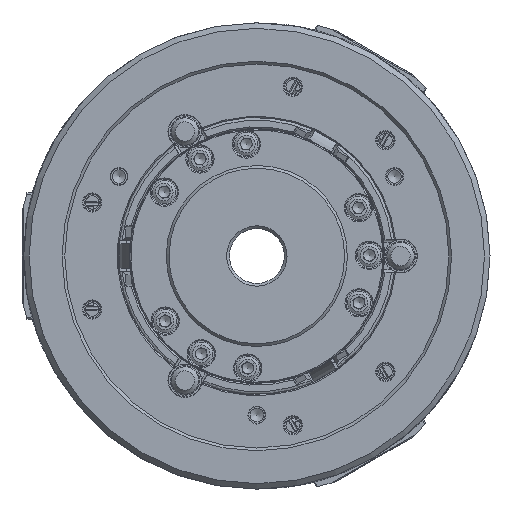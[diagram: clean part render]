
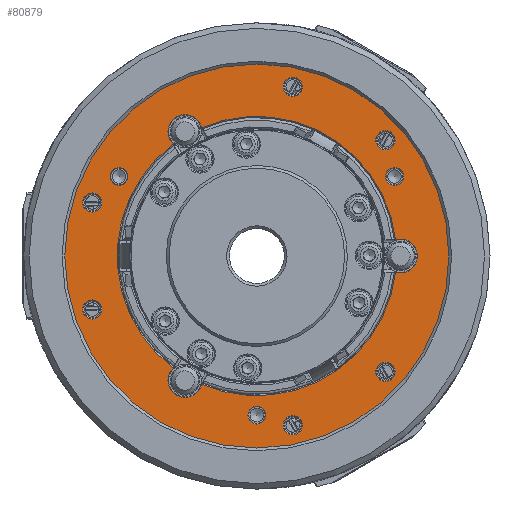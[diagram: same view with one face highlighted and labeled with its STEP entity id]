
A CAD part, left-side view. The second image highlights one B-rep face of the part: STEP entity #80879.
In plain terms, the highlighted planar face has unit normal (-1, 0, 0).
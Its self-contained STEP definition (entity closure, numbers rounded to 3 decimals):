
#17016=ORIENTED_EDGE('',*,*,#33895,.T.);
#17017=ORIENTED_EDGE('',*,*,#33965,.F.);
#17018=ORIENTED_EDGE('',*,*,#34167,.T.);
#17019=ORIENTED_EDGE('',*,*,#34089,.F.);
#17020=ORIENTED_EDGE('',*,*,#34304,.T.);
#17021=ORIENTED_EDGE('',*,*,#34366,.F.);
#17022=ORIENTED_EDGE('',*,*,#34436,.F.);
#17023=ORIENTED_EDGE('',*,*,#34437,.T.);
#17024=ORIENTED_EDGE('',*,*,#34004,.T.);
#17025=ORIENTED_EDGE('',*,*,#34240,.F.);
#17026=ORIENTED_EDGE('',*,*,#34207,.F.);
#17027=ORIENTED_EDGE('',*,*,#34325,.F.);
#17028=ORIENTED_EDGE('',*,*,#34401,.T.);
#17029=ORIENTED_EDGE('',*,*,#33872,.F.);
#17030=ORIENTED_EDGE('',*,*,#33867,.F.);
#17031=ORIENTED_EDGE('',*,*,#33862,.F.);
#33862=EDGE_CURVE('',#42779,#42779,#48401,.T.);
#33867=EDGE_CURVE('',#42785,#42785,#48406,.T.);
#33872=EDGE_CURVE('',#42791,#42791,#48411,.T.);
#33895=EDGE_CURVE('',#42813,#42813,#48432,.T.);
#33965=EDGE_CURVE('',#42865,#42865,#48465,.T.);
#34004=EDGE_CURVE('',#42898,#42897,#48478,.T.);
#34089=EDGE_CURVE('',#42946,#42946,#48528,.T.);
#34167=EDGE_CURVE('',#43004,#43004,#48562,.T.);
#34207=EDGE_CURVE('',#43037,#43036,#48576,.T.);
#34240=EDGE_CURVE('',#43036,#42897,#48585,.T.);
#34304=EDGE_CURVE('',#43086,#43086,#48637,.T.);
#34325=EDGE_CURVE('',#43098,#43037,#48646,.T.);
#34366=EDGE_CURVE('',#43127,#43127,#48675,.T.);
#34401=EDGE_CURVE('',#43098,#43154,#48687,.T.);
#34436=EDGE_CURVE('',#43175,#43175,#48698,.T.);
#34437=EDGE_CURVE('',#43154,#42898,#48699,.T.);
#42779=VERTEX_POINT('',#107134);
#42785=VERTEX_POINT('',#107150);
#42791=VERTEX_POINT('',#107166);
#42813=VERTEX_POINT('',#107564);
#42865=VERTEX_POINT('',#108317);
#42897=VERTEX_POINT('',#108688);
#42898=VERTEX_POINT('',#108690);
#42946=VERTEX_POINT('',#109341);
#43004=VERTEX_POINT('',#110112);
#43036=VERTEX_POINT('',#110483);
#43037=VERTEX_POINT('',#110485);
#43086=VERTEX_POINT('',#111160);
#43098=VERTEX_POINT('',#111277);
#43127=VERTEX_POINT('',#111840);
#43154=VERTEX_POINT('',#112162);
#43175=VERTEX_POINT('',#112386);
#48401=CIRCLE('',#83896,3.259);
#48406=CIRCLE('',#83906,3.259);
#48411=CIRCLE('',#83916,3.259);
#48432=CIRCLE('',#83959,3.5);
#48465=CIRCLE('',#84019,3.5);
#48478=CIRCLE('',#84037,6.2);
#48528=CIRCLE('',#84125,3.5);
#48562=CIRCLE('',#84187,3.5);
#48576=CIRCLE('',#84206,6.2);
#48585=CIRCLE('',#84226,50.9);
#48637=CIRCLE('',#84313,3.5);
#48646=CIRCLE('',#84329,50.9);
#48675=CIRCLE('',#84378,3.5);
#48687=CIRCLE('',#84395,6.2);
#48698=CIRCLE('',#84420,70.);
#48699=CIRCLE('',#84422,50.9);
#49968=EDGE_LOOP('',(#17016));
#49969=EDGE_LOOP('',(#17017));
#49970=EDGE_LOOP('',(#17018));
#49971=EDGE_LOOP('',(#17019));
#49972=EDGE_LOOP('',(#17020));
#49973=EDGE_LOOP('',(#17021));
#49974=EDGE_LOOP('',(#17022));
#49975=EDGE_LOOP('',(#17023,#17024,#17025,#17026,#17027,#17028));
#49976=EDGE_LOOP('',(#17029));
#49977=EDGE_LOOP('',(#17030));
#49978=EDGE_LOOP('',(#17031));
#53585=FACE_BOUND('',#49968,.T.);
#53586=FACE_BOUND('',#49969,.T.);
#53587=FACE_BOUND('',#49970,.T.);
#53588=FACE_BOUND('',#49971,.T.);
#53589=FACE_BOUND('',#49972,.T.);
#53590=FACE_BOUND('',#49973,.T.);
#53591=FACE_BOUND('',#49974,.T.);
#53592=FACE_BOUND('',#49975,.T.);
#53593=FACE_BOUND('',#49976,.T.);
#53594=FACE_BOUND('',#49977,.T.);
#53595=FACE_BOUND('',#49978,.T.);
#56932=PLANE('',#84421);
#80879=ADVANCED_FACE('',(#53585,#53586,#53587,#53588,#53589,#53590,#53591,
#53592,#53593,#53594,#53595),#56932,.T.);
#83896=AXIS2_PLACEMENT_3D('',#107133,#88819,#88820);
#83906=AXIS2_PLACEMENT_3D('',#107149,#88839,#88840);
#83916=AXIS2_PLACEMENT_3D('',#107165,#88859,#88860);
#83959=AXIS2_PLACEMENT_3D('',#107563,#88945,#88946);
#84019=AXIS2_PLACEMENT_3D('',#108316,#89083,#89084);
#84037=AXIS2_PLACEMENT_3D('',#108689,#89126,#89127);
#84125=AXIS2_PLACEMENT_3D('',#109340,#89325,#89326);
#84187=AXIS2_PLACEMENT_3D('',#110111,#89473,#89474);
#84206=AXIS2_PLACEMENT_3D('',#110486,#89518,#89519);
#84226=AXIS2_PLACEMENT_3D('',#110701,#89574,#89575);
#84313=AXIS2_PLACEMENT_3D('',#111159,#89756,#89757);
#84329=AXIS2_PLACEMENT_3D('',#111278,#89797,#89798);
#84378=AXIS2_PLACEMENT_3D('',#111839,#89899,#89900);
#84395=AXIS2_PLACEMENT_3D('',#112163,#89940,#89941);
#84420=AXIS2_PLACEMENT_3D('',#112385,#90006,#90007);
#84421=AXIS2_PLACEMENT_3D('',#112387,#90008,#90009);
#84422=AXIS2_PLACEMENT_3D('',#112388,#90010,#90011);
#88819=DIRECTION('',(-1.,0.,0.));
#88820=DIRECTION('',(0.,0.,1.));
#88839=DIRECTION('',(-1.,0.,0.));
#88840=DIRECTION('',(0.,0.,1.));
#88859=DIRECTION('',(-1.,0.,0.));
#88860=DIRECTION('',(0.,0.,1.));
#88945=DIRECTION('',(1.,0.,0.));
#88946=DIRECTION('',(0.,0.,-1.));
#89083=DIRECTION('',(-1.,0.,0.));
#89084=DIRECTION('',(0.,-0.866,-0.5));
#89126=DIRECTION('',(1.,0.,0.));
#89127=DIRECTION('',(0.,0.866,0.5));
#89325=DIRECTION('',(-1.,0.,0.));
#89326=DIRECTION('',(0.,0.866,-0.5));
#89473=DIRECTION('',(1.,0.,0.));
#89474=DIRECTION('',(0.,0.866,0.5));
#89518=DIRECTION('',(-1.,0.,0.));
#89519=DIRECTION('',(0.,-0.866,-0.5));
#89574=DIRECTION('',(-1.,0.,0.));
#89575=DIRECTION('',(0.,-0.866,-0.5));
#89756=DIRECTION('',(1.,0.,0.));
#89757=DIRECTION('',(0.,-0.866,0.5));
#89797=DIRECTION('',(-1.,0.,0.));
#89798=DIRECTION('',(0.,0.866,-0.5));
#89899=DIRECTION('',(-1.,0.,0.));
#89900=DIRECTION('',(0.,0.,1.));
#89940=DIRECTION('',(1.,0.,0.));
#89941=DIRECTION('',(0.,0.,-1.));
#90006=DIRECTION('',(1.,0.,0.));
#90007=DIRECTION('',(0.,0.,-1.));
#90008=DIRECTION('',(-1.,0.,0.));
#90009=DIRECTION('',(0.,0.,1.));
#90010=DIRECTION('',(1.,0.,0.));
#90011=DIRECTION('',(0.,0.,-1.));
#107133=CARTESIAN_POINT('',(-76.,50.229,29.));
#107134=CARTESIAN_POINT('',(-76.,50.229,32.258));
#107149=CARTESIAN_POINT('',(-76.,-50.229,29.));
#107150=CARTESIAN_POINT('',(-76.,-50.229,32.259));
#107165=CARTESIAN_POINT('',(-76.,0.,-58.));
#107166=CARTESIAN_POINT('',(-76.,0.,-54.742));
#107563=CARTESIAN_POINT('',(-76.,60.,19.5));
#107564=CARTESIAN_POINT('',(-76.,60.,16.));
#108316=CARTESIAN_POINT('',(-76.,-13.113,61.712));
#108317=CARTESIAN_POINT('',(-76.,-16.144,59.962));
#108688=CARTESIAN_POINT('',(-76.,20.149,46.742));
#108689=CARTESIAN_POINT('',(-76.,26.195,45.371));
#108690=CARTESIAN_POINT('',(-76.,30.406,40.82));
#109340=CARTESIAN_POINT('',(-76.,-46.887,-42.212));
#109341=CARTESIAN_POINT('',(-76.,-43.856,-43.962));
#110111=CARTESIAN_POINT('',(-76.,-46.887,42.212));
#110112=CARTESIAN_POINT('',(-76.,-43.856,43.962));
#110483=CARTESIAN_POINT('',(-76.,-50.554,5.922));
#110485=CARTESIAN_POINT('',(-76.,-50.554,-5.922));
#110486=CARTESIAN_POINT('',(-76.,-52.39,0.));
#110701=CARTESIAN_POINT('',(-76.,0.,0.));
#111159=CARTESIAN_POINT('',(-76.,-13.113,-61.712));
#111160=CARTESIAN_POINT('',(-76.,-16.144,-59.962));
#111277=CARTESIAN_POINT('',(-76.,20.149,-46.742));
#111278=CARTESIAN_POINT('',(-76.,0.,0.));
#111839=CARTESIAN_POINT('',(-76.,60.,-19.5));
#111840=CARTESIAN_POINT('',(-76.,60.,-16.));
#112162=CARTESIAN_POINT('',(-76.,30.406,-40.82));
#112163=CARTESIAN_POINT('',(-76.,26.195,-45.371));
#112385=CARTESIAN_POINT('',(-76.,0.,0.));
#112386=CARTESIAN_POINT('',(-76.,0.,-70.));
#112387=CARTESIAN_POINT('',(-76.,25.45,-44.081));
#112388=CARTESIAN_POINT('',(-76.,0.,0.));
